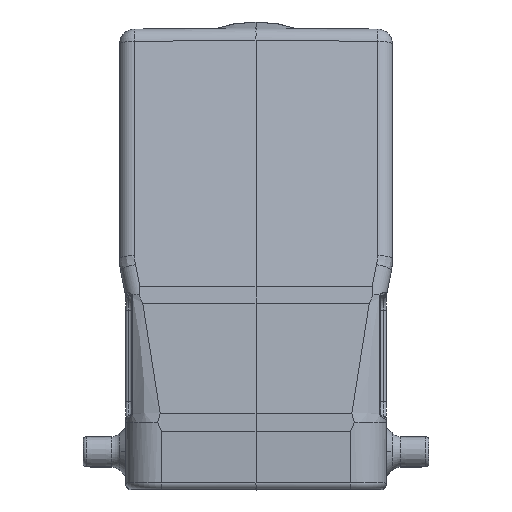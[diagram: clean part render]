
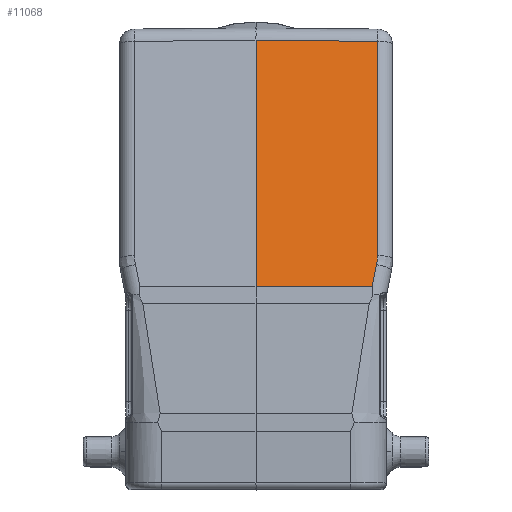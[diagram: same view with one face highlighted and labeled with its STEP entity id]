
A CAD part, top view. The second image highlights one B-rep face of the part: STEP entity #11068.
In plain terms, the highlighted planar face has unit normal (0.009, 0.19, 0.982).
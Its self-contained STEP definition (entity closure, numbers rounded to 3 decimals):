
#277=CARTESIAN_POINT('',(19.146,-21.241,44.32));
#290=DIRECTION('',(0.,-0.982,0.19));
#291=VECTOR('',#290,41.382);
#292=CARTESIAN_POINT('',(0.,19.39,36.641));
#293=LINE('',#292,#291);
#294=DIRECTION('',(-1.,0.009,0.007));
#295=VECTOR('',#294,20.023);
#296=CARTESIAN_POINT('',(20.022,19.215,36.497));
#297=LINE('',#296,#295);
#298=CARTESIAN_POINT('',(19.876,-17.591,43.609));
#299=CARTESIAN_POINT('',(19.973,-17.107,43.514));
#300=CARTESIAN_POINT('',(20.022,-16.614,43.419));
#301=CARTESIAN_POINT('',(20.022,-16.12,43.323));
#303=DIRECTION('',(0.193,0.963,-0.188));
#304=VECTOR('',#303,3.79);
#305=CARTESIAN_POINT('',(19.146,-21.241,44.32));
#306=LINE('',#305,#304);
#307=DIRECTION('',(1.,0.,-0.009));
#308=VECTOR('',#307,19.147);
#309=CARTESIAN_POINT('',(0.,-21.241,44.49));
#310=LINE('',#309,#308);
#1962=DIRECTION('',(0.,-0.982,0.19));
#1963=VECTOR('',#1962,35.988);
#1964=CARTESIAN_POINT('',(20.022,19.215,36.497));
#1965=LINE('',#1964,#1963);
#9638=CARTESIAN_POINT('',(19.876,-17.591,43.609));
#9640=VERTEX_POINT('',#9638);
#9703=CARTESIAN_POINT('',(20.022,19.215,36.497));
#9704=CARTESIAN_POINT('',(20.022,-16.12,43.323));
#9705=VERTEX_POINT('',#9703);
#9706=VERTEX_POINT('',#9704);
#9769=CARTESIAN_POINT('',(0.,19.39,36.641));
#9770=CARTESIAN_POINT('',(0.,-21.241,44.49));
#9771=VERTEX_POINT('',#9769);
#9772=VERTEX_POINT('',#9770);
#10262=VERTEX_POINT('',#277);
#11050=CARTESIAN_POINT('',(0.,-22.585,44.75));
#11051=DIRECTION('',(0.009,0.19,0.982));
#11052=DIRECTION('',(0.,-0.982,0.19));
#11053=AXIS2_PLACEMENT_3D('',#11050,#11051,#11052);
#11054=PLANE('',#11053);
#11056=ORIENTED_EDGE('',*,*,#11055,.F.);
#11058=ORIENTED_EDGE('',*,*,#11057,.F.);
#11060=ORIENTED_EDGE('',*,*,#11059,.T.);
#11062=ORIENTED_EDGE('',*,*,#11061,.F.);
#11064=ORIENTED_EDGE('',*,*,#11063,.F.);
#11065=ORIENTED_EDGE('',*,*,#11040,.F.);
#11066=EDGE_LOOP('',(#11056,#11058,#11060,#11062,#11064,#11065));
#11067=FACE_OUTER_BOUND('',#11066,.F.);
#302=B_SPLINE_CURVE_WITH_KNOTS('',3,(#298,#299,#300,#301),.UNSPECIFIED.,.F.,.F.,
(4,4),(0.,1.),.UNSPECIFIED.);
#11040=EDGE_CURVE('',#9772,#10262,#310,.T.);
#11055=EDGE_CURVE('',#9771,#9772,#293,.T.);
#11057=EDGE_CURVE('',#9705,#9771,#297,.T.);
#11059=EDGE_CURVE('',#9705,#9706,#1965,.T.);
#11061=EDGE_CURVE('',#9640,#9706,#302,.T.);
#11063=EDGE_CURVE('',#10262,#9640,#306,.T.);
#11068=ADVANCED_FACE('',(#11067),#11054,.T.);
